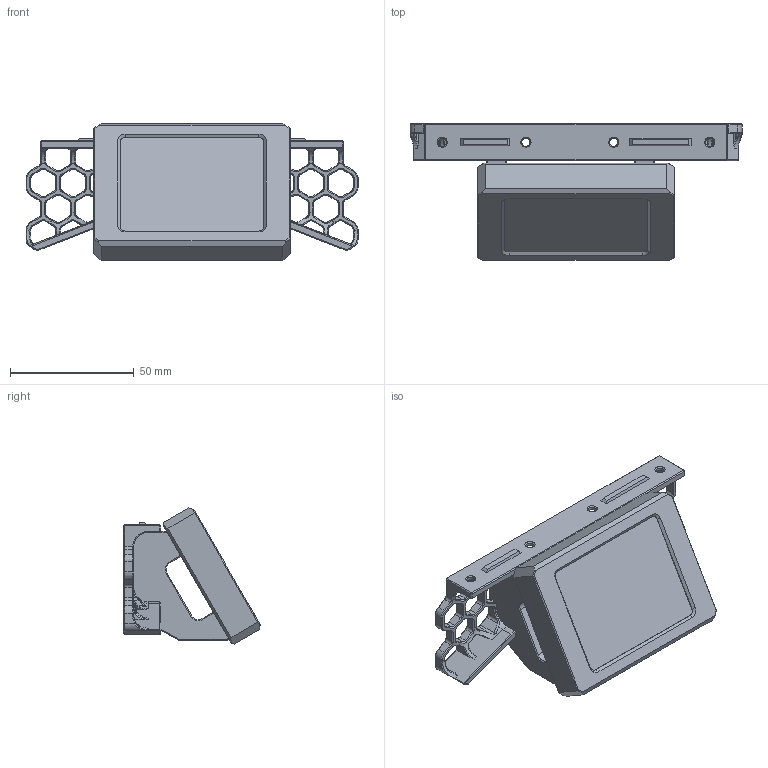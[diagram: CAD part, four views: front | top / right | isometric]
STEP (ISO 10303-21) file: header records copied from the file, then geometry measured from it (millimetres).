
FILE_DESCRIPTION(/* description */ (''),/* implementation_level */ '2;1');
FILE_NAME(/* name */ 'Waveshare_28_Display.step',/* time_stamp */ '2024-04-20T17:06:30+01:00',/* author */ (''),/* organization */ (''),/* preprocessor_version */ 'ST-DEVELOPER v20',/* originating_system */ 'Autodesk Translation Framework v12.20.1.177',/* authorisation */ '');
FILE_SCHEMA (('AUTOMOTIVE_DESIGN { 1 0 10303 214 3 1 1 }'));
Length unit declared in the file: millimetre
Products named in the file (9): Waveshare 2.8 Display; Printed Parts; front_skirt_waveshare28; [a]_cover; cover_mount; Hardware; Bolts; M3x6 BHCS; Waveshare2.8
Assembly tree (11 placements, depth 4):
  Waveshare 2.8 Display
    Printed Parts
      front_skirt_waveshare28
      [a]_cover
      cover_mount
    Hardware
      Bolts
        M3x6 BHCS  x4
      Waveshare2.8
Bounding box: 134 x 55.15 x 54.93 mm (x, y, z)
Volume: 62344.4 mm3; surface area: 48191.1 mm2
Topology: 8 solids, 8 shells, 1410 faces, 3371 edges, 2005 vertices
Faces by surface type: plane 675, cone 333, cylinder 213, bspline 183, sphere 4, torus 2
Full cylindrical faces by diameter (mm): 2.2 x8, 3 x16, 3.3 x4, 4.8 x2, 5.7 x4, 6 x4, 6.25 x2, 6.5 x6, 7 x4
Entity records: 42661 total; most frequent: CARTESIAN_POINT 11774, ORIENTED_EDGE 6544, DIRECTION 5969, EDGE_CURVE 3272, LINE 2141, VECTOR 2141, VERTEX_POINT 1951, AXIS2_PLACEMENT_3D 1914
